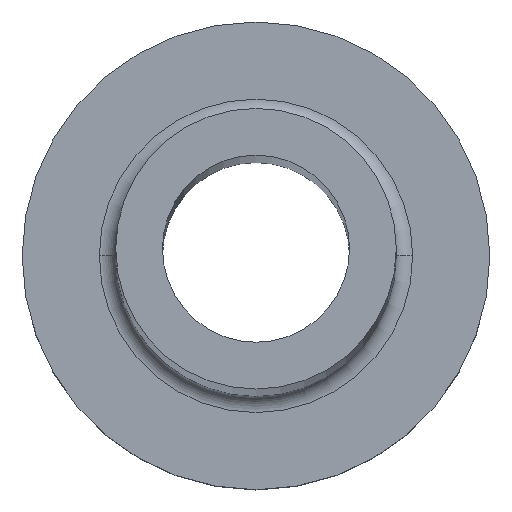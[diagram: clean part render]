
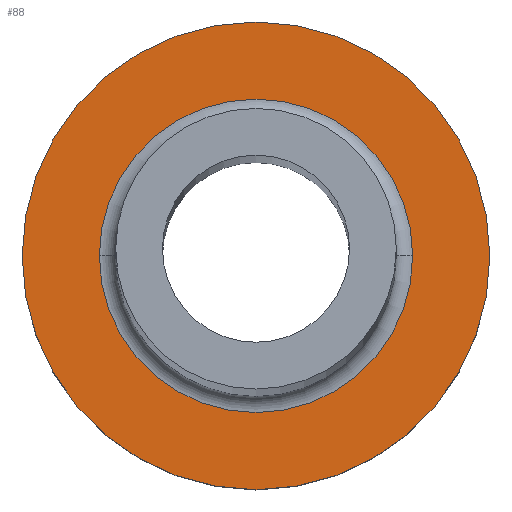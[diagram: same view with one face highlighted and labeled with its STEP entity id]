
A CAD part, top view. The second image highlights one B-rep face of the part: STEP entity #88.
In plain terms, the highlighted planar face has unit normal (0, 0, 1).
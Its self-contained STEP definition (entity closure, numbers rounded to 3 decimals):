
#8 = FACE_BOUND ( 'NONE', #282, .T. ) ;
#16 = AXIS2_PLACEMENT_3D ( 'NONE', #266, #242, #226 ) ;
#21 = FACE_OUTER_BOUND ( 'NONE', #149, .T. ) ;
#23 = ORIENTED_EDGE ( 'NONE', *, *, #64, .T. ) ;
#45 = CIRCLE ( 'NONE', #248, 6.7 ) ;
#47 = EDGE_CURVE ( 'NONE', #320, #167, #127, .T. ) ;
#52 = ORIENTED_EDGE ( 'NONE', *, *, #243, .T. ) ;
#54 = VERTEX_POINT ( 'NONE', #72 ) ;
#63 = AXIS2_PLACEMENT_3D ( 'NONE', #80, #195, #283 ) ;
#64 = EDGE_CURVE ( 'NONE', #359, #54, #175, .T. ) ;
#67 = CARTESIAN_POINT ( 'NONE',  ( -10., 0., 7. ) ) ;
#72 = CARTESIAN_POINT ( 'NONE',  ( 6.7, 0., 7. ) ) ;
#80 = CARTESIAN_POINT ( 'NONE',  ( 0., 0., 7. ) ) ;
#86 = DIRECTION ( 'NONE',  ( 1., 0., 0. ) ) ;
#88 = ADVANCED_FACE ( 'NONE', ( #8, #21 ), #194, .T. ) ;
#103 = CARTESIAN_POINT ( 'NONE',  ( 0., 0., 7. ) ) ;
#127 = CIRCLE ( 'NONE', #347, 10. ) ;
#128 = CIRCLE ( 'NONE', #63, 10. ) ;
#142 = CARTESIAN_POINT ( 'NONE',  ( 10., 0., 7. ) ) ;
#149 = EDGE_LOOP ( 'NONE', ( #207, #276 ) ) ;
#151 = EDGE_CURVE ( 'NONE', #167, #320, #128, .T. ) ;
#154 = CARTESIAN_POINT ( 'NONE',  ( 0., 0., 7. ) ) ;
#157 = DIRECTION ( 'NONE',  ( 1., 0., 0. ) ) ;
#167 = VERTEX_POINT ( 'NONE', #142 ) ;
#175 = CIRCLE ( 'NONE', #16, 6.7 ) ;
#184 = DIRECTION ( 'NONE',  ( 0., 0., 1. ) ) ;
#194 = PLANE ( 'NONE',  #254 ) ;
#195 = DIRECTION ( 'NONE',  ( 0., 0., 1. ) ) ;
#207 = ORIENTED_EDGE ( 'NONE', *, *, #47, .T. ) ;
#215 = DIRECTION ( 'NONE',  ( 0., 0., 1. ) ) ;
#226 = DIRECTION ( 'NONE',  ( 1., 0., 0. ) ) ;
#242 = DIRECTION ( 'NONE',  ( 0., 0., -1. ) ) ;
#243 = EDGE_CURVE ( 'NONE', #54, #359, #45, .T. ) ;
#248 = AXIS2_PLACEMENT_3D ( 'NONE', #319, #313, #86 ) ;
#254 = AXIS2_PLACEMENT_3D ( 'NONE', #154, #215, #363 ) ;
#261 = CARTESIAN_POINT ( 'NONE',  ( -6.7, 0., 7. ) ) ;
#266 = CARTESIAN_POINT ( 'NONE',  ( 0., 0., 7. ) ) ;
#276 = ORIENTED_EDGE ( 'NONE', *, *, #151, .T. ) ;
#282 = EDGE_LOOP ( 'NONE', ( #52, #23 ) ) ;
#283 = DIRECTION ( 'NONE',  ( 1., 0., 0. ) ) ;
#313 = DIRECTION ( 'NONE',  ( 0., 0., -1. ) ) ;
#319 = CARTESIAN_POINT ( 'NONE',  ( 0., 0., 7. ) ) ;
#320 = VERTEX_POINT ( 'NONE', #67 ) ;
#347 = AXIS2_PLACEMENT_3D ( 'NONE', #103, #184, #157 ) ;
#359 = VERTEX_POINT ( 'NONE', #261 ) ;
#363 = DIRECTION ( 'NONE',  ( 1., 0., 0. ) ) ;
